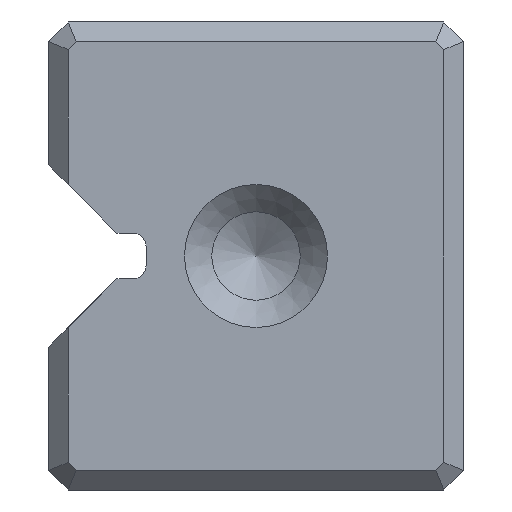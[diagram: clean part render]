
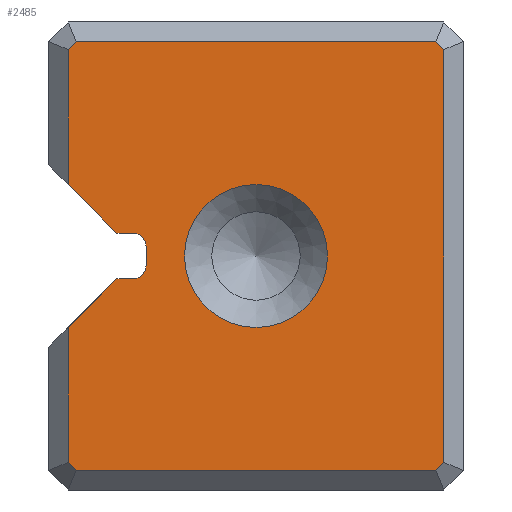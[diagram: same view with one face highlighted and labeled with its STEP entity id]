
A CAD part, left-side view. The second image highlights one B-rep face of the part: STEP entity #2485.
In plain terms, the highlighted planar face has unit normal (-1, 0, 0).
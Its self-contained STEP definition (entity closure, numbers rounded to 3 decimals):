
#2485=ADVANCED_FACE('',(#3388,#3389),#2866,.F.);
#2866=PLANE('',#8776);
#3111=CIRCLE('',#8773,5.5);
#3112=CIRCLE('',#8774,1.);
#3113=CIRCLE('',#8775,1.);
#3388=FACE_BOUND('',#3574,.T.);
#3389=FACE_BOUND('',#3575,.T.);
#3574=EDGE_LOOP('',(#4314));
#3575=EDGE_LOOP('',(#4315,#4316,#4317,#4318,#4319,#4320,#4321,#4322,#4323,
#4324,#4325,#4326,#4327,#4328,#4329,#4330));
#4314=ORIENTED_EDGE('',*,*,#6777,.T.);
#4315=ORIENTED_EDGE('',*,*,#6742,.F.);
#4316=ORIENTED_EDGE('',*,*,#6778,.T.);
#4317=ORIENTED_EDGE('',*,*,#6779,.T.);
#4318=ORIENTED_EDGE('',*,*,#6780,.T.);
#4319=ORIENTED_EDGE('',*,*,#6781,.T.);
#4320=ORIENTED_EDGE('',*,*,#6782,.T.);
#4321=ORIENTED_EDGE('',*,*,#6783,.T.);
#4322=ORIENTED_EDGE('',*,*,#6784,.T.);
#4323=ORIENTED_EDGE('',*,*,#6785,.T.);
#4324=ORIENTED_EDGE('',*,*,#6786,.T.);
#4325=ORIENTED_EDGE('',*,*,#6757,.F.);
#4326=ORIENTED_EDGE('',*,*,#6755,.F.);
#4327=ORIENTED_EDGE('',*,*,#6787,.T.);
#4328=ORIENTED_EDGE('',*,*,#6749,.F.);
#4329=ORIENTED_EDGE('',*,*,#6788,.T.);
#4330=ORIENTED_EDGE('',*,*,#6746,.F.);
#6109=VERTEX_POINT('',#11262);
#6110=VERTEX_POINT('',#11264);
#6113=VERTEX_POINT('',#11272);
#6115=VERTEX_POINT('',#11278);
#6116=VERTEX_POINT('',#11279);
#6121=VERTEX_POINT('',#11290);
#6122=VERTEX_POINT('',#11292);
#6123=VERTEX_POINT('',#11296);
#6138=VERTEX_POINT('',#11334);
#6139=VERTEX_POINT('',#11336);
#6140=VERTEX_POINT('',#11338);
#6141=VERTEX_POINT('',#11340);
#6142=VERTEX_POINT('',#11342);
#6143=VERTEX_POINT('',#11344);
#6144=VERTEX_POINT('',#11346);
#6145=VERTEX_POINT('',#11348);
#6146=VERTEX_POINT('',#11350);
#6742=EDGE_CURVE('',#6109,#6110,#7566,.T.);
#6746=EDGE_CURVE('',#6110,#6113,#7570,.T.);
#6749=EDGE_CURVE('',#6115,#6116,#7573,.T.);
#6755=EDGE_CURVE('',#6121,#6122,#7579,.T.);
#6757=EDGE_CURVE('',#6122,#6123,#7581,.T.);
#6777=EDGE_CURVE('',#6138,#6138,#3111,.T.);
#6778=EDGE_CURVE('',#6109,#6139,#7598,.T.);
#6779=EDGE_CURVE('',#6139,#6140,#7599,.T.);
#6780=EDGE_CURVE('',#6140,#6141,#7600,.T.);
#6781=EDGE_CURVE('',#6141,#6142,#7601,.T.);
#6782=EDGE_CURVE('',#6142,#6143,#7602,.T.);
#6783=EDGE_CURVE('',#6143,#6144,#7603,.T.);
#6784=EDGE_CURVE('',#6144,#6145,#7604,.T.);
#6785=EDGE_CURVE('',#6145,#6146,#7605,.T.);
#6786=EDGE_CURVE('',#6146,#6123,#7606,.T.);
#6787=EDGE_CURVE('',#6121,#6116,#3112,.T.);
#6788=EDGE_CURVE('',#6115,#6113,#3113,.T.);
#7566=LINE('',#11263,#8236);
#7570=LINE('',#11271,#8240);
#7573=LINE('',#11277,#8243);
#7579=LINE('',#11291,#8249);
#7581=LINE('',#11295,#8251);
#7598=LINE('',#11335,#8268);
#7599=LINE('',#11337,#8269);
#7600=LINE('',#11339,#8270);
#7601=LINE('',#11341,#8271);
#7602=LINE('',#11343,#8272);
#7603=LINE('',#11345,#8273);
#7604=LINE('',#11347,#8274);
#7605=LINE('',#11349,#8275);
#7606=LINE('',#11351,#8276);
#8236=VECTOR('',#9318,1.);
#8240=VECTOR('',#9324,1.);
#8243=VECTOR('',#9329,1.);
#8249=VECTOR('',#9337,1.);
#8251=VECTOR('',#9341,1.);
#8268=VECTOR('',#9372,1.);
#8269=VECTOR('',#9373,1.);
#8270=VECTOR('',#9374,1.);
#8271=VECTOR('',#9375,1.);
#8272=VECTOR('',#9376,1.);
#8273=VECTOR('',#9377,1.);
#8274=VECTOR('',#9378,1.);
#8275=VECTOR('',#9379,1.);
#8276=VECTOR('',#9380,1.);
#8773=AXIS2_PLACEMENT_3D('',#11333,#9370,#9371);
#8774=AXIS2_PLACEMENT_3D('',#11352,#9381,#9382);
#8775=AXIS2_PLACEMENT_3D('',#11353,#9383,#9384);
#8776=AXIS2_PLACEMENT_3D('',#11354,#9385,#9386);
#9318=DIRECTION('',(0.,-0.707,0.707));
#9324=DIRECTION('',(0.,-1.,0.));
#9329=DIRECTION('',(0.,0.,1.));
#9337=DIRECTION('',(0.,1.,0.));
#9341=DIRECTION('',(0.,0.707,0.707));
#9370=DIRECTION('',(1.,0.,0.));
#9371=DIRECTION('',(0.,0.,-1.));
#9372=DIRECTION('',(0.,0.,-1.));
#9373=DIRECTION('',(0.,-0.707,-0.707));
#9374=DIRECTION('',(0.,-1.,0.));
#9375=DIRECTION('',(0.,-0.707,0.707));
#9376=DIRECTION('',(0.,0.,1.));
#9377=DIRECTION('',(0.,0.707,0.707));
#9378=DIRECTION('',(0.,1.,0.));
#9379=DIRECTION('',(0.,0.707,-0.707));
#9380=DIRECTION('',(0.,0.,-1.));
#9381=DIRECTION('',(1.,0.,0.));
#9382=DIRECTION('',(0.,0.,-1.));
#9383=DIRECTION('',(1.,0.,0.));
#9384=DIRECTION('',(0.,0.,-1.));
#9385=DIRECTION('',(1.,0.,0.));
#9386=DIRECTION('',(0.,0.,1.));
#11262=CARTESIAN_POINT('',(-500.,14.45,12.493));
#11263=CARTESIAN_POINT('',(-500.,15.95,10.993));
#11264=CARTESIAN_POINT('',(-500.,10.693,16.25));
#11271=CARTESIAN_POINT('',(-500.,10.693,16.25));
#11272=CARTESIAN_POINT('',(-500.,9.45,16.25));
#11277=CARTESIAN_POINT('',(-500.,8.45,16.25));
#11278=CARTESIAN_POINT('',(-500.,8.45,17.25));
#11279=CARTESIAN_POINT('',(-500.,8.45,18.75));
#11290=CARTESIAN_POINT('',(-500.,9.45,19.75));
#11291=CARTESIAN_POINT('',(-500.,8.45,19.75));
#11292=CARTESIAN_POINT('',(-500.,10.693,19.75));
#11295=CARTESIAN_POINT('',(-500.,10.693,19.75));
#11296=CARTESIAN_POINT('',(-500.,14.45,23.507));
#11333=CARTESIAN_POINT('',(-500.,0.,18.));
#11334=CARTESIAN_POINT('',(-500.,0.,12.5));
#11335=CARTESIAN_POINT('',(-500.,14.45,0.));
#11336=CARTESIAN_POINT('',(-500.,14.45,2.121));
#11337=CARTESIAN_POINT('',(-500.,13.389,1.061));
#11338=CARTESIAN_POINT('',(-500.,13.829,1.5));
#11339=CARTESIAN_POINT('',(-500.,0.,1.5));
#11340=CARTESIAN_POINT('',(-500.,-13.829,1.5));
#11341=CARTESIAN_POINT('',(-500.,-14.889,2.561));
#11342=CARTESIAN_POINT('',(-500.,-14.45,2.121));
#11343=CARTESIAN_POINT('',(-500.,-14.45,0.));
#11344=CARTESIAN_POINT('',(-500.,-14.45,33.879));
#11345=CARTESIAN_POINT('',(-500.,-13.389,34.939));
#11346=CARTESIAN_POINT('',(-500.,-13.829,34.5));
#11347=CARTESIAN_POINT('',(-500.,0.,34.5));
#11348=CARTESIAN_POINT('',(-500.,13.829,34.5));
#11349=CARTESIAN_POINT('',(-500.,14.889,33.439));
#11350=CARTESIAN_POINT('',(-500.,14.45,33.879));
#11351=CARTESIAN_POINT('',(-500.,14.45,0.));
#11352=CARTESIAN_POINT('',(-500.,9.45,18.75));
#11353=CARTESIAN_POINT('',(-500.,9.45,17.25));
#11354=CARTESIAN_POINT('',(-500.,0.,0.));
